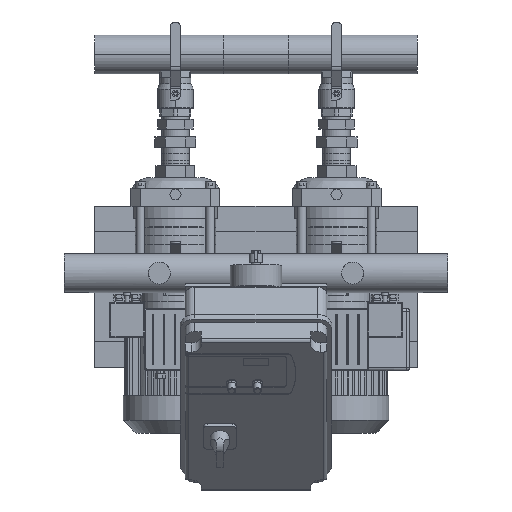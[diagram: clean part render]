
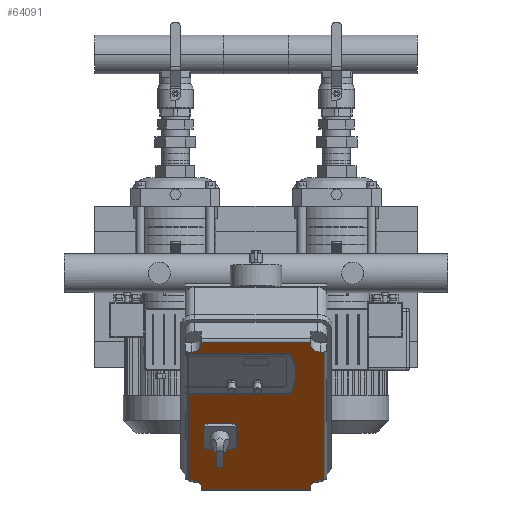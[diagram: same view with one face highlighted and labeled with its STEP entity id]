
A CAD part, top view. The second image highlights one B-rep face of the part: STEP entity #64091.
In plain terms, the highlighted planar face has unit normal (0, -0.707, 0.707).
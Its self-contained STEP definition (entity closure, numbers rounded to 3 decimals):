
#63631=CARTESIAN_POINT('',(145.,-187.584,602.271));
#63632=VERTEX_POINT('',#63631);
#63640=CARTESIAN_POINT('',(300.042,-187.584,602.271));
#63641=VERTEX_POINT('',#63640);
#63642=CARTESIAN_POINT('',(300.042,-187.584,602.271));
#63643=DIRECTION('',(-1.0,0.0,0.0));
#63644=VECTOR('',#63643,155.042);
#63645=LINE('',#63642,#63644);
#63646=EDGE_CURVE('',#63641,#63632,#63645,.T.);
#63673=CARTESIAN_POINT('',(304.726,-128.364,661.492));
#63674=VERTEX_POINT('',#63673);
#63681=CARTESIAN_POINT('',(300.042,-126.066,663.79));
#63682=VERTEX_POINT('',#63681);
#63683=CARTESIAN_POINT('',(300.042,-129.602,660.254));
#63684=DIRECTION('',(0.,0.707,-0.707));
#63685=DIRECTION('',(0.937,0.247,0.247));
#63686=AXIS2_PLACEMENT_3D('',#63683,#63684,#63685);
#63687=CIRCLE('',#63686,5.);
#63688=EDGE_CURVE('',#63682,#63674,#63687,.T.);
#63714=CARTESIAN_POINT('',(304.726,-185.286,604.569));
#63715=VERTEX_POINT('',#63714);
#63716=CARTESIAN_POINT('',(300.042,-184.049,605.807));
#63717=DIRECTION('',(0.0,0.707,-0.707));
#63718=DIRECTION('',(0.,-0.707,-0.707));
#63719=AXIS2_PLACEMENT_3D('',#63716,#63717,#63718);
#63720=CIRCLE('',#63719,5.);
#63721=EDGE_CURVE('',#63715,#63641,#63720,.T.);
#63745=CARTESIAN_POINT('',(197.,-156.825,633.03));
#63746=DIRECTION('',(0.,0.707,-0.707));
#63747=DIRECTION('',(0.937,-0.247,-0.247));
#63748=AXIS2_PLACEMENT_3D('',#63745,#63746,#63747);
#63749=CIRCLE('',#63748,115.0);
#63750=EDGE_CURVE('',#63674,#63715,#63749,.T.);
#63770=CARTESIAN_POINT('',(145.0,-320.52,469.335));
#63771=VERTEX_POINT('',#63770);
#63779=CARTESIAN_POINT('',(145.0,-320.52,469.335));
#63780=DIRECTION('',(0.,0.707,0.707));
#63781=VECTOR('',#63780,188.);
#63782=LINE('',#63779,#63781);
#63783=EDGE_CURVE('',#63771,#63632,#63782,.T.);
#63881=CARTESIAN_POINT('',(335.0,-108.388,681.467));
#63882=VERTEX_POINT('',#63881);
#63900=CARTESIAN_POINT('',(165.,-108.388,681.467));
#63901=VERTEX_POINT('',#63900);
#63909=CARTESIAN_POINT('',(165.,-108.388,681.467));
#63910=DIRECTION('',(1.0,0.0,0.0));
#63911=VECTOR('',#63910,170.);
#63912=LINE('',#63909,#63911);
#63913=EDGE_CURVE('',#63901,#63882,#63912,.T.);
#63924=CARTESIAN_POINT('',(335.0,-111.924,677.932));
#63925=VERTEX_POINT('',#63924);
#63926=CARTESIAN_POINT('',(335.0,-111.924,677.932));
#63927=DIRECTION('',(0.0,0.707,0.707));
#63928=VECTOR('',#63927,5.);
#63929=LINE('',#63926,#63928);
#63930=EDGE_CURVE('',#63925,#63882,#63929,.T.);
#63957=CARTESIAN_POINT('',(250.0,-221.525,568.33));
#63958=DIRECTION('',(0.0,-0.707,0.707));
#63959=DIRECTION('',(0.,-0.707,-0.707));
#63960=AXIS2_PLACEMENT_3D('',#63957,#63958,#63959);
#63961=PLANE('',#63960);
#63962=ORIENTED_EDGE('',*,*,#63646,.T.);
#63963=ORIENTED_EDGE('',*,*,#63783,.F.);
#63964=CARTESIAN_POINT('',(150.0,-320.52,469.335));
#63965=VERTEX_POINT('',#63964);
#63966=CARTESIAN_POINT('',(145.0,-320.52,469.335));
#63967=DIRECTION('',(1.0,0.0,0.0));
#63968=VECTOR('',#63967,5.0);
#63969=LINE('',#63966,#63968);
#63970=EDGE_CURVE('',#63771,#63965,#63969,.T.);
#63971=ORIENTED_EDGE('',*,*,#63970,.T.);
#63972=CARTESIAN_POINT('',(165.0,-331.127,458.729));
#63973=VERTEX_POINT('',#63972);
#63974=CARTESIAN_POINT('',(150.0,-331.127,458.729));
#63975=DIRECTION('',(0.0,0.707,-0.707));
#63976=DIRECTION('',(1.0,0.0,0.0));
#63977=AXIS2_PLACEMENT_3D('',#63974,#63975,#63976);
#63978=CIRCLE('',#63977,15.);
#63979=EDGE_CURVE('',#63965,#63973,#63978,.T.);
#63980=ORIENTED_EDGE('',*,*,#63979,.T.);
#63981=CARTESIAN_POINT('',(165.0,-334.663,455.193));
#63982=VERTEX_POINT('',#63981);
#63983=CARTESIAN_POINT('',(165.0,-331.127,458.729));
#63984=DIRECTION('',(0.0,-0.707,-0.707));
#63985=VECTOR('',#63984,5.);
#63986=LINE('',#63983,#63985);
#63987=EDGE_CURVE('',#63973,#63982,#63986,.T.);
#63988=ORIENTED_EDGE('',*,*,#63987,.T.);
#63989=CARTESIAN_POINT('',(335.0,-334.663,455.193));
#63990=VERTEX_POINT('',#63989);
#63991=CARTESIAN_POINT('',(335.0,-334.663,455.193));
#63992=DIRECTION('',(-1.0,0.0,0.0));
#63993=VECTOR('',#63992,170.0);
#63994=LINE('',#63991,#63993);
#63995=EDGE_CURVE('',#63990,#63982,#63994,.T.);
#63996=ORIENTED_EDGE('',*,*,#63995,.F.);
#63997=CARTESIAN_POINT('',(335.0,-331.127,458.729));
#63998=VERTEX_POINT('',#63997);
#63999=CARTESIAN_POINT('',(335.0,-334.663,455.193));
#64000=DIRECTION('',(0.0,0.707,0.707));
#64001=VECTOR('',#64000,5.0);
#64002=LINE('',#63999,#64001);
#64003=EDGE_CURVE('',#63990,#63998,#64002,.T.);
#64004=ORIENTED_EDGE('',*,*,#64003,.T.);
#64005=CARTESIAN_POINT('',(350.,-320.52,469.335));
#64006=VERTEX_POINT('',#64005);
#64007=CARTESIAN_POINT('',(350.,-331.127,458.729));
#64008=DIRECTION('',(0.0,0.707,-0.707));
#64009=DIRECTION('',(0.,0.707,0.707));
#64010=AXIS2_PLACEMENT_3D('',#64007,#64008,#64009);
#64011=CIRCLE('',#64010,15.);
#64012=EDGE_CURVE('',#63998,#64006,#64011,.T.);
#64013=ORIENTED_EDGE('',*,*,#64012,.T.);
#64014=CARTESIAN_POINT('',(355.0,-320.52,469.335));
#64015=VERTEX_POINT('',#64014);
#64016=CARTESIAN_POINT('',(350.,-320.52,469.335));
#64017=DIRECTION('',(1.0,0.0,0.0));
#64018=VECTOR('',#64017,5.);
#64019=LINE('',#64016,#64018);
#64020=EDGE_CURVE('',#64006,#64015,#64019,.T.);
#64021=ORIENTED_EDGE('',*,*,#64020,.T.);
#64022=CARTESIAN_POINT('',(355.0,-122.53,667.325));
#64023=VERTEX_POINT('',#64022);
#64024=CARTESIAN_POINT('',(355.0,-122.53,667.325));
#64025=DIRECTION('',(0.0,-0.707,-0.707));
#64026=VECTOR('',#64025,280.);
#64027=LINE('',#64024,#64026);
#64028=EDGE_CURVE('',#64023,#64015,#64027,.T.);
#64029=ORIENTED_EDGE('',*,*,#64028,.F.);
#64030=CARTESIAN_POINT('',(350.0,-122.53,667.325));
#64031=VERTEX_POINT('',#64030);
#64032=CARTESIAN_POINT('',(355.0,-122.53,667.325));
#64033=DIRECTION('',(-1.0,0.0,0.0));
#64034=VECTOR('',#64033,5.0);
#64035=LINE('',#64032,#64034);
#64036=EDGE_CURVE('',#64023,#64031,#64035,.T.);
#64037=ORIENTED_EDGE('',*,*,#64036,.T.);
#64038=CARTESIAN_POINT('',(350.0,-111.924,677.932));
#64039=DIRECTION('',(0.0,0.707,-0.707));
#64040=DIRECTION('',(-1.0,0.0,0.0));
#64041=AXIS2_PLACEMENT_3D('',#64038,#64039,#64040);
#64042=CIRCLE('',#64041,15.0);
#64043=EDGE_CURVE('',#64031,#63925,#64042,.T.);
#64044=ORIENTED_EDGE('',*,*,#64043,.T.);
#64045=ORIENTED_EDGE('',*,*,#63930,.T.);
#64046=ORIENTED_EDGE('',*,*,#63913,.F.);
#64047=CARTESIAN_POINT('',(165.,-111.924,677.932));
#64048=VERTEX_POINT('',#64047);
#64049=CARTESIAN_POINT('',(165.,-108.388,681.467));
#64050=DIRECTION('',(0.0,-0.707,-0.707));
#64051=VECTOR('',#64050,5.);
#64052=LINE('',#64049,#64051);
#64053=EDGE_CURVE('',#63901,#64048,#64052,.T.);
#64054=ORIENTED_EDGE('',*,*,#64053,.T.);
#64055=CARTESIAN_POINT('',(150.,-122.53,667.325));
#64056=VERTEX_POINT('',#64055);
#64057=CARTESIAN_POINT('',(150.,-111.924,677.932));
#64058=DIRECTION('',(0.0,0.707,-0.707));
#64059=DIRECTION('',(0.,-0.707,-0.707));
#64060=AXIS2_PLACEMENT_3D('',#64057,#64058,#64059);
#64061=CIRCLE('',#64060,15.);
#64062=EDGE_CURVE('',#64048,#64056,#64061,.T.);
#64063=ORIENTED_EDGE('',*,*,#64062,.T.);
#64064=CARTESIAN_POINT('',(145.,-122.53,667.325));
#64065=VERTEX_POINT('',#64064);
#64066=CARTESIAN_POINT('',(150.,-122.53,667.325));
#64067=DIRECTION('',(-1.0,0.0,0.0));
#64068=VECTOR('',#64067,5.0);
#64069=LINE('',#64066,#64068);
#64070=EDGE_CURVE('',#64056,#64065,#64069,.T.);
#64071=ORIENTED_EDGE('',*,*,#64070,.T.);
#64072=CARTESIAN_POINT('',(145.,-126.066,663.79));
#64073=VERTEX_POINT('',#64072);
#64074=CARTESIAN_POINT('',(145.,-126.066,663.79));
#64075=DIRECTION('',(0.,0.707,0.707));
#64076=VECTOR('',#64075,5.);
#64077=LINE('',#64074,#64076);
#64078=EDGE_CURVE('',#64073,#64065,#64077,.T.);
#64079=ORIENTED_EDGE('',*,*,#64078,.F.);
#64080=CARTESIAN_POINT('',(145.,-126.066,663.79));
#64081=DIRECTION('',(1.0,0.0,0.0));
#64082=VECTOR('',#64081,155.042);
#64083=LINE('',#64080,#64082);
#64084=EDGE_CURVE('',#64073,#63682,#64083,.T.);
#64085=ORIENTED_EDGE('',*,*,#64084,.T.);
#64086=ORIENTED_EDGE('',*,*,#63688,.T.);
#64087=ORIENTED_EDGE('',*,*,#63750,.T.);
#64088=ORIENTED_EDGE('',*,*,#63721,.T.);
#64089=EDGE_LOOP('',(#63962,#63963,#63971,#63980,#63988,#63996,#64004,#64013,#64021,#64029,#64037,#64044,#64045,#64046,#64054,#64063,#64071,#64079,#64085,#64086,#64087,#64088));
#64090=FACE_OUTER_BOUND('',#64089,.T.);
#64091=ADVANCED_FACE('',(#64090),#63961,.T.);
